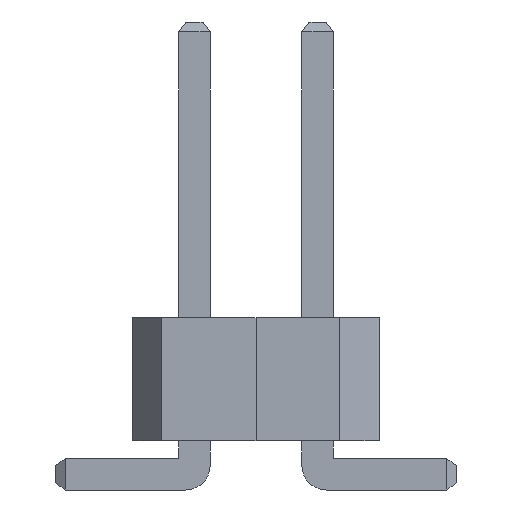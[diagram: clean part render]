
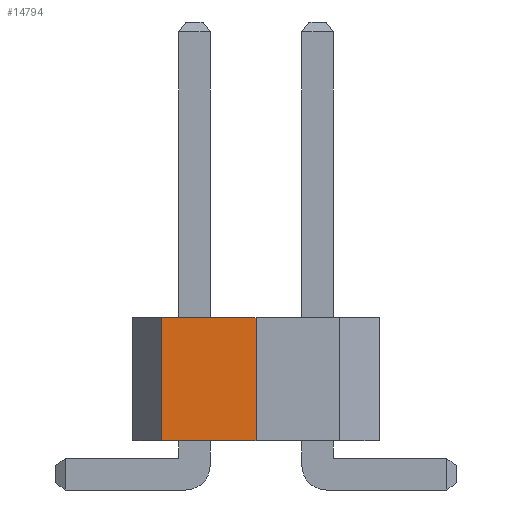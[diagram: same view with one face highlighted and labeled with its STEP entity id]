
A CAD part, front view. The second image highlights one B-rep face of the part: STEP entity #14794.
In plain terms, the highlighted planar face has unit normal (0, -1, 0).
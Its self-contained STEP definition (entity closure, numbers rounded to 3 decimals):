
#1147 = DIRECTION ( 'NONE',  ( 0., 0., -1. ) ) ;
#2054 = AXIS2_PLACEMENT_3D ( 'NONE', #20156, #15035, #1147 ) ;
#2253 = ORIENTED_EDGE ( 'NONE', *, *, #4491, .T. ) ;
#3079 = FACE_OUTER_BOUND ( 'NONE', #8709, .T. ) ;
#3840 = VECTOR ( 'NONE', #18264, 1000. ) ;
#4491 = EDGE_CURVE ( 'NONE', #16505, #11797, #18623, .T. ) ;
#5018 = DIRECTION ( 'NONE',  ( 1., 0., 0. ) ) ;
#6438 = CARTESIAN_POINT ( 'NONE',  ( 0., -11.41, 1. ) ) ;
#6851 = EDGE_CURVE ( 'NONE', #9220, #16505, #16535, .T. ) ;
#7872 = VECTOR ( 'NONE', #5018, 1000. ) ;
#7928 = VERTEX_POINT ( 'NONE', #17550 ) ;
#8709 = EDGE_LOOP ( 'NONE', ( #12263, #16377, #2253, #21194 ) ) ;
#8729 = CARTESIAN_POINT ( 'NONE',  ( 0., -11.41, 3.5 ) ) ;
#9220 = VERTEX_POINT ( 'NONE', #14189 ) ;
#11797 = VERTEX_POINT ( 'NONE', #14406 ) ;
#12144 = VECTOR ( 'NONE', #17021, 1000. ) ;
#12263 = ORIENTED_EDGE ( 'NONE', *, *, #16128, .F. ) ;
#13690 = CARTESIAN_POINT ( 'NONE',  ( 0., -11.41, 3.5 ) ) ;
#13900 = LINE ( 'NONE', #8729, #7872 ) ;
#14189 = CARTESIAN_POINT ( 'NONE',  ( -1.919, -11.41, 3.5 ) ) ;
#14406 = CARTESIAN_POINT ( 'NONE',  ( 0., -11.41, 1. ) ) ;
#14712 = DIRECTION ( 'NONE',  ( 0., 0., -1. ) ) ;
#14794 = ADVANCED_FACE ( 'NONE', ( #3079 ), #16620, .F. ) ;
#15035 = DIRECTION ( 'NONE',  ( 0., 1., 0. ) ) ;
#15192 = VECTOR ( 'NONE', #14712, 1000. ) ;
#16128 = EDGE_CURVE ( 'NONE', #9220, #7928, #13900, .T. ) ;
#16377 = ORIENTED_EDGE ( 'NONE', *, *, #6851, .T. ) ;
#16505 = VERTEX_POINT ( 'NONE', #17387 ) ;
#16535 = LINE ( 'NONE', #18025, #15192 ) ;
#16620 = PLANE ( 'NONE',  #2054 ) ;
#17021 = DIRECTION ( 'NONE',  ( 1., 0., 0. ) ) ;
#17387 = CARTESIAN_POINT ( 'NONE',  ( -1.919, -11.41, 1. ) ) ;
#17550 = CARTESIAN_POINT ( 'NONE',  ( 0., -11.41, 3.5 ) ) ;
#17795 = EDGE_CURVE ( 'NONE', #7928, #11797, #18147, .T. ) ;
#18025 = CARTESIAN_POINT ( 'NONE',  ( -1.919, -11.41, 3.5 ) ) ;
#18147 = LINE ( 'NONE', #13690, #3840 ) ;
#18264 = DIRECTION ( 'NONE',  ( 0., 0., -1. ) ) ;
#18623 = LINE ( 'NONE', #6438, #12144 ) ;
#20156 = CARTESIAN_POINT ( 'NONE',  ( 0., -11.41, 3.5 ) ) ;
#21194 = ORIENTED_EDGE ( 'NONE', *, *, #17795, .F. ) ;
